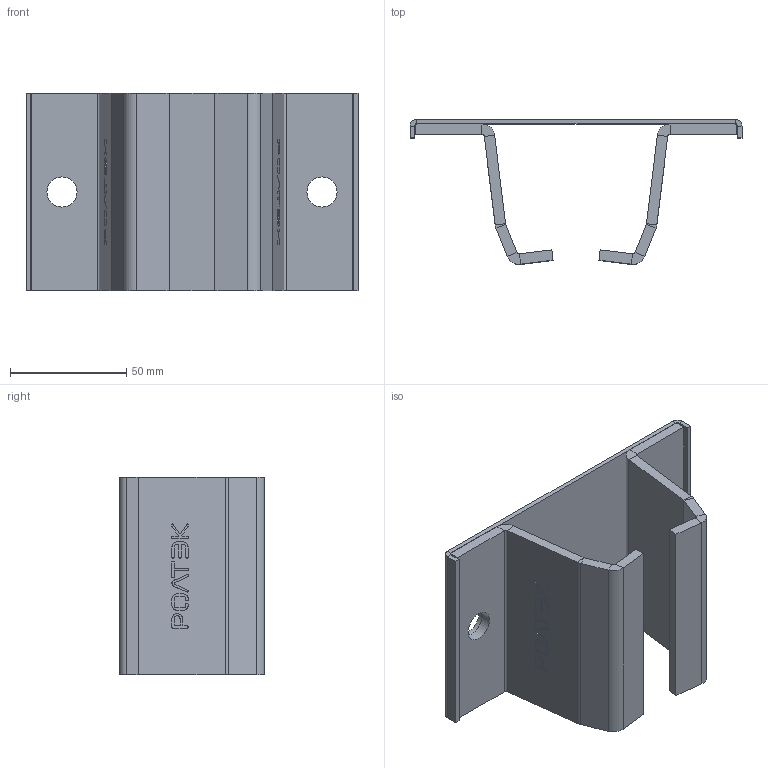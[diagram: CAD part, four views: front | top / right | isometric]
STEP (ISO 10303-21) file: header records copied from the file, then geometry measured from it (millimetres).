
FILE_DESCRIPTION(('STEP AP203'), '1');
FILE_NAME('273.RC59 Çàõâàò RC59 Çàõâàò ïîä ðåçüáîâîé ïîäâåñ', '', ('UNSPECIFIED'), ('UNSPECIFIED'), 'ASCON STEP Converter 1.3', 'ASCON Math Kernel', '');
FILE_SCHEMA(('CONFIG_CONTROL_DESIGN'));
Length unit declared in the file: millimetre
Products named in the file (3): 273.RC59; 倓273.RC59.00.001; 倓273.RC59.00.002
Assembly tree (3 placements, depth 2):
  273.RC59
    倓273.RC59.00.001  x2
    倓273.RC59.00.002
Bounding box: 143 x 62.43 x 85 mm (x, y, z)
Volume: 103691.3 mm3; surface area: 65256.7 mm2
Topology: 3 solids, 3 shells, 328 faces, 860 edges, 552 vertices
Faces by surface type: plane 194, cylinder 134
Full cylindrical faces by diameter (mm): 13 x4
Entity records: 6921 total; most frequent: DIRECTION 952, CARTESIAN_POINT 922, ORIENTED_EDGE 904, EDGE_CURVE 452, AXIS2_PLACEMENT_3D 320, LINE 312, VECTOR 312, VERTEX_POINT 290
